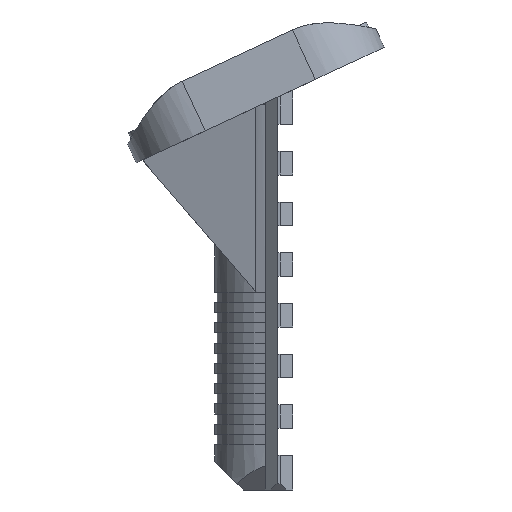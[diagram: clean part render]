
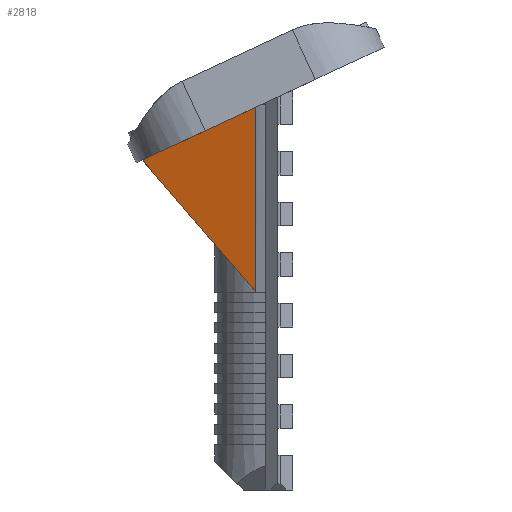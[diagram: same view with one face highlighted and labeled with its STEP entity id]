
A CAD part, front view. The second image highlights one B-rep face of the part: STEP entity #2818.
In plain terms, the highlighted planar face has unit normal (-0.339, -0.941, 0).
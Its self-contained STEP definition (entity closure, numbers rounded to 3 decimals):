
#1817 = VERTEX_POINT('',#1818);
#1818 = CARTESIAN_POINT('',(-29.274,-5.263,
    65.147));
#1835 = VERTEX_POINT('',#1836);
#1836 = CARTESIAN_POINT('',(-6.906,-13.316,
    39.205));
#1843 = EDGE_CURVE('',#1817,#1835,#1844,.T.);
#1844 = LINE('',#1845,#1846);
#1845 = CARTESIAN_POINT('',(-30.005,-5.,65.995));
#1846 = VECTOR('',#1847,1.);
#1847 = DIRECTION('',(0.636,-0.229,-0.737));
#2284 = VERTEX_POINT('',#2285);
#2285 = CARTESIAN_POINT('',(-9.299,-12.454,
    74.462));
#2335 = VERTEX_POINT('',#2336);
#2336 = CARTESIAN_POINT('',(-6.906,-13.316,
    75.577));
#2343 = EDGE_CURVE('',#2335,#2284,#2344,.T.);
#2344 = LINE('',#2345,#2346);
#2345 = CARTESIAN_POINT('',(-16.585,-9.831,
    71.064));
#2346 = VECTOR('',#2347,1.);
#2347 = DIRECTION('',(-0.862,0.31,-0.402));
#2359 = VERTEX_POINT('',#2360);
#2360 = CARTESIAN_POINT('',(-16.876,-9.727,
    70.929));
#2366 = EDGE_CURVE('',#2359,#1817,#2367,.T.);
#2367 = LINE('',#2368,#2369);
#2368 = CARTESIAN_POINT('',(-18.59,-9.109,
    70.129));
#2369 = VECTOR('',#2370,1.);
#2370 = DIRECTION('',(-0.862,0.31,-0.402));
#2818 = ADVANCED_FACE('',(#2819),#2836,.T.);
#2819 = FACE_BOUND('',#2820,.T.);
#2820 = EDGE_LOOP('',(#2821,#2822,#2828,#2829,#2835));
#2821 = ORIENTED_EDGE('',*,*,#1843,.T.);
#2822 = ORIENTED_EDGE('',*,*,#2823,.F.);
#2823 = EDGE_CURVE('',#2335,#1835,#2824,.T.);
#2824 = LINE('',#2825,#2826);
#2825 = CARTESIAN_POINT('',(-6.906,-13.316,0.));
#2826 = VECTOR('',#2827,1.);
#2827 = DIRECTION('',(-0.,-0.,-1.));
#2828 = ORIENTED_EDGE('',*,*,#2343,.T.);
#2829 = ORIENTED_EDGE('',*,*,#2830,.T.);
#2830 = EDGE_CURVE('',#2284,#2359,#2831,.T.);
#2831 = LINE('',#2832,#2833);
#2832 = CARTESIAN_POINT('',(-18.59,-9.109,
    70.129));
#2833 = VECTOR('',#2834,1.);
#2834 = DIRECTION('',(-0.862,0.31,-0.402));
#2835 = ORIENTED_EDGE('',*,*,#2366,.T.);
#2836 = PLANE('',#2837);
#2837 = AXIS2_PLACEMENT_3D('',#2838,#2839,#2840);
#2838 = CARTESIAN_POINT('',(-12.881,-11.165,
    58.857));
#2839 = DIRECTION('',(-0.339,-0.941,-0.));
#2840 = DIRECTION('',(-0.941,0.339,0.));
